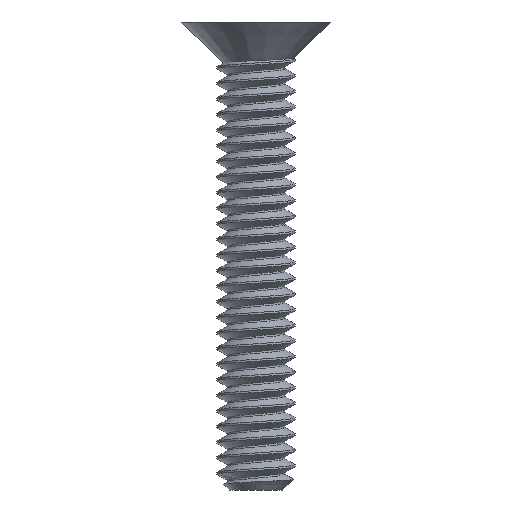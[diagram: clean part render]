
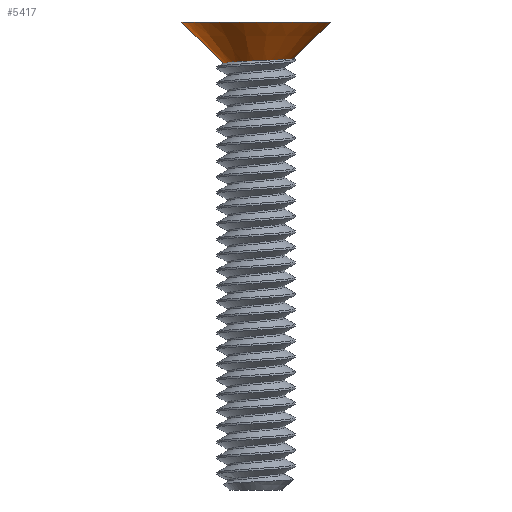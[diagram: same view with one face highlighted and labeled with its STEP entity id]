
A CAD part, left-side view. The second image highlights one B-rep face of the part: STEP entity #5417.
In plain terms, the highlighted conical face has half-angle 45 degrees and reference radius 1 mm.
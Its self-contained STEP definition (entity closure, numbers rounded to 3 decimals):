
#247 = CARTESIAN_POINT ( 'NONE',  ( -0.884, 0.187, 0.196 ) ) ;
#364 = ORIENTED_EDGE ( 'NONE', *, *, #5071, .F. ) ;
#487 = AXIS2_PLACEMENT_3D ( 'NONE', #2379, #1471, #4961 ) ;
#624 = CONICAL_SURFACE ( 'NONE', #3157, 1., 0.785 ) ;
#674 = DIRECTION ( 'NONE',  ( 0., 0., 1. ) ) ;
#849 = CARTESIAN_POINT ( 'NONE',  ( 0., 1.9, 1.2 ) ) ;
#854 = VECTOR ( 'NONE', #5847, 1000. ) ;
#1091 = ORIENTED_EDGE ( 'NONE', *, *, #4795, .T. ) ;
#1193 = VERTEX_POINT ( 'NONE', #4701 ) ;
#1471 = DIRECTION ( 'NONE',  ( 0., 0., 1. ) ) ;
#1474 = EDGE_LOOP ( 'NONE', ( #364, #1091, #3472, #3717 ) ) ;
#1616 = CARTESIAN_POINT ( 'NONE',  ( -0.238, 0.827, 0.152 ) ) ;
#1655 = CARTESIAN_POINT ( 'NONE',  ( -0.73, 0.508, 0.181 ) ) ;
#1692 = CARTESIAN_POINT ( 'NONE',  ( -0.796, 0.406, 0.186 ) ) ;
#1743 = VERTEX_POINT ( 'NONE', #1765 ) ;
#1765 = CARTESIAN_POINT ( 'NONE',  ( 0., -0.968, 0.268 ) ) ;
#2098 = CARTESIAN_POINT ( 'NONE',  ( -0.907, 0.068, 0.202 ) ) ;
#2379 = CARTESIAN_POINT ( 'NONE',  ( 0., 0., 1.2 ) ) ;
#2449 = CARTESIAN_POINT ( 'NONE',  ( 0., -1., 0.3 ) ) ;
#2588 = CARTESIAN_POINT ( 'NONE',  ( -0.788, -0.505, 0.228 ) ) ;
#2626 = CARTESIAN_POINT ( 'NONE',  ( -0.469, -0.858, 0.248 ) ) ;
#2737 = FACE_OUTER_BOUND ( 'NONE', #1474, .T. ) ;
#2879 = VERTEX_POINT ( 'NONE', #849 ) ;
#3087 = CARTESIAN_POINT ( 'NONE',  ( 0., 0., 0.3 ) ) ;
#3139 = CARTESIAN_POINT ( 'NONE',  ( -0.46, 0.741, 0.164 ) ) ;
#3157 = AXIS2_PLACEMENT_3D ( 'NONE', #3087, #674, #4039 ) ;
#3472 = ORIENTED_EDGE ( 'NONE', *, *, #5328, .T. ) ;
#3717 = ORIENTED_EDGE ( 'NONE', *, *, #4596, .F. ) ;
#3724 = VECTOR ( 'NONE', #6224, 1000. ) ;
#3879 = CARTESIAN_POINT ( 'NONE',  ( 0., 1., 0.3 ) ) ;
#3899 = B_SPLINE_CURVE_WITH_KNOTS ( 'NONE', 3,
 ( #4495, #5923, #1616, #3139, #5008, #1655, #1692, #247, #2098, #4562, #5533, #2588, #4076, #2626, #5096, #5970 ),
 .UNSPECIFIED., .F., .F.,
 ( 4, 2, 2, 2, 2, 2, 2, 4 ),
 ( 0.002, 0.002, 0.003, 0.003, 0.003, 0.004, 0.004, 0.005 ),
 .UNSPECIFIED. ) ;
#3996 = CARTESIAN_POINT ( 'NONE',  ( 0., 0.842, 0.142 ) ) ;
#4039 = DIRECTION ( 'NONE',  ( 0., -1., 0. ) ) ;
#4076 = CARTESIAN_POINT ( 'NONE',  ( -0.72, -0.605, 0.233 ) ) ;
#4495 = CARTESIAN_POINT ( 'NONE',  ( 0., 0.842, 0.142 ) ) ;
#4562 = CARTESIAN_POINT ( 'NONE',  ( -0.905, -0.168, 0.213 ) ) ;
#4596 = EDGE_CURVE ( 'NONE', #2879, #1193, #4894, .T. ) ;
#4701 = CARTESIAN_POINT ( 'NONE',  ( 0., -1.9, 1.2 ) ) ;
#4795 = EDGE_CURVE ( 'NONE', #6273, #1743, #3899, .T. ) ;
#4894 = CIRCLE ( 'NONE', #487, 1.9 ) ;
#4961 = DIRECTION ( 'NONE',  ( 0., -1., 0. ) ) ;
#5008 = CARTESIAN_POINT ( 'NONE',  ( -0.561, 0.676, 0.17 ) ) ;
#5071 = EDGE_CURVE ( 'NONE', #6273, #2879, #5240, .T. ) ;
#5096 = CARTESIAN_POINT ( 'NONE',  ( -0.238, -0.959, 0.259 ) ) ;
#5240 = LINE ( 'NONE', #3879, #3724 ) ;
#5328 = EDGE_CURVE ( 'NONE', #1743, #1193, #5983, .T. ) ;
#5417 = ADVANCED_FACE ( 'NONE', ( #2737 ), #624, .T. ) ;
#5533 = CARTESIAN_POINT ( 'NONE',  ( -0.88, -0.287, 0.218 ) ) ;
#5847 = DIRECTION ( 'NONE',  ( 0., -0.707, 0.707 ) ) ;
#5923 = CARTESIAN_POINT ( 'NONE',  ( -0.118, 0.847, 0.147 ) ) ;
#5970 = CARTESIAN_POINT ( 'NONE',  ( 0., -0.968, 0.268 ) ) ;
#5983 = LINE ( 'NONE', #2449, #854 ) ;
#6224 = DIRECTION ( 'NONE',  ( 0., 0.707, 0.707 ) ) ;
#6273 = VERTEX_POINT ( 'NONE', #3996 ) ;
